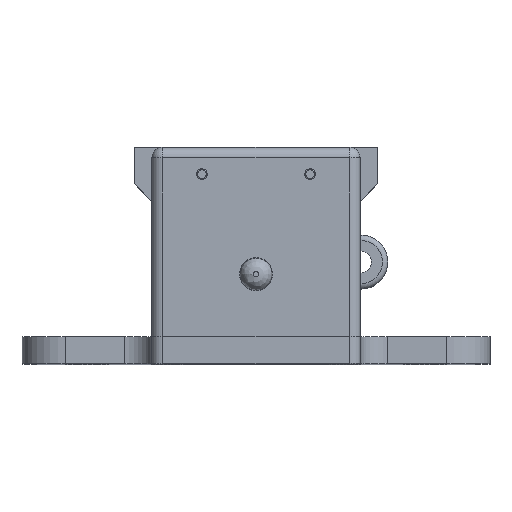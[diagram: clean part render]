
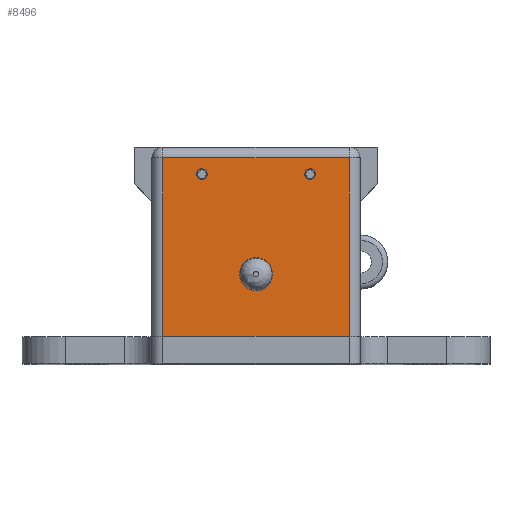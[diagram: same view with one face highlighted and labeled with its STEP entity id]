
A CAD part, top view. The second image highlights one B-rep face of the part: STEP entity #8496.
In plain terms, the highlighted planar face has unit normal (0, 0, 1).
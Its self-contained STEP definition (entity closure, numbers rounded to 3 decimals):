
#527=FACE_BOUND('',#1536,.T.);
#528=FACE_BOUND('',#1537,.T.);
#529=FACE_BOUND('',#1538,.T.);
#805=PLANE('',#9390);
#1056=FACE_OUTER_BOUND('',#1535,.T.);
#1535=EDGE_LOOP('',(#6364,#6365,#6366,#6367));
#1536=EDGE_LOOP('',(#6368));
#1537=EDGE_LOOP('',(#6369));
#1538=EDGE_LOOP('',(#6370));
#2092=LINE('',#13715,#2594);
#2095=LINE('',#13733,#2597);
#2098=LINE('',#13737,#2600);
#2101=LINE('',#13745,#2603);
#2594=VECTOR('',#10920,10.);
#2597=VECTOR('',#10939,10.);
#2600=VECTOR('',#10944,10.);
#2603=VECTOR('',#10953,10.);
#3127=CIRCLE('',#9391,6.1);
#3128=CIRCLE('',#9392,2.);
#3129=CIRCLE('',#9393,2.);
#3792=VERTEX_POINT('',#13704);
#3795=VERTEX_POINT('',#13711);
#3801=VERTEX_POINT('',#13726);
#3803=VERTEX_POINT('',#13731);
#3806=VERTEX_POINT('',#13746);
#3807=VERTEX_POINT('',#13748);
#3808=VERTEX_POINT('',#13750);
#4787=EDGE_CURVE('',#3792,#3795,#2092,.T.);
#4795=EDGE_CURVE('',#3803,#3801,#2095,.T.);
#4798=EDGE_CURVE('',#3801,#3792,#2098,.T.);
#4802=EDGE_CURVE('',#3803,#3795,#2101,.T.);
#4803=EDGE_CURVE('',#3806,#3806,#3127,.T.);
#4804=EDGE_CURVE('',#3807,#3807,#3128,.T.);
#4805=EDGE_CURVE('',#3808,#3808,#3129,.T.);
#6364=ORIENTED_EDGE('',*,*,#4787,.F.);
#6365=ORIENTED_EDGE('',*,*,#4798,.F.);
#6366=ORIENTED_EDGE('',*,*,#4795,.F.);
#6367=ORIENTED_EDGE('',*,*,#4802,.T.);
#6368=ORIENTED_EDGE('',*,*,#4803,.T.);
#6369=ORIENTED_EDGE('',*,*,#4804,.T.);
#6370=ORIENTED_EDGE('',*,*,#4805,.T.);
#8496=ADVANCED_FACE('',(#1056,#527,#528,#529),#805,.T.);
#9390=AXIS2_PLACEMENT_3D('',#13744,#10951,#10952);
#9391=AXIS2_PLACEMENT_3D('',#13747,#10954,#10955);
#9392=AXIS2_PLACEMENT_3D('',#13749,#10956,#10957);
#9393=AXIS2_PLACEMENT_3D('',#13751,#10958,#10959);
#10920=DIRECTION('',(0.,-1.,0.));
#10939=DIRECTION('',(0.,1.,0.));
#10944=DIRECTION('',(1.,0.,0.));
#10951=DIRECTION('center_axis',(0.,0.,1.));
#10952=DIRECTION('ref_axis',(1.,0.,0.));
#10953=DIRECTION('',(1.,0.,0.));
#10954=DIRECTION('center_axis',(0.,0.,-1.));
#10955=DIRECTION('ref_axis',(1.,0.,0.));
#10956=DIRECTION('center_axis',(0.,0.,-1.));
#10957=DIRECTION('ref_axis',(-1.,0.,0.));
#10958=DIRECTION('center_axis',(0.,0.,-1.));
#10959=DIRECTION('ref_axis',(-1.,0.,0.));
#13704=CARTESIAN_POINT('',(34.5,76.,150.));
#13711=CARTESIAN_POINT('',(34.5,10.,150.));
#13715=CARTESIAN_POINT('',(34.5,10.,150.));
#13726=CARTESIAN_POINT('',(-34.5,76.,150.));
#13731=CARTESIAN_POINT('',(-34.5,10.,150.));
#13733=CARTESIAN_POINT('',(-34.5,10.,150.));
#13737=CARTESIAN_POINT('',(-19.25,76.,150.));
#13744=CARTESIAN_POINT('Origin',(-38.5,10.,150.));
#13745=CARTESIAN_POINT('',(-38.5,10.,150.));
#13746=CARTESIAN_POINT('',(-6.1,33.,150.));
#13747=CARTESIAN_POINT('Origin',(0.,33.,150.));
#13748=CARTESIAN_POINT('',(22.,70.,150.));
#13749=CARTESIAN_POINT('Origin',(20.,70.,150.));
#13750=CARTESIAN_POINT('',(-18.,70.,150.));
#13751=CARTESIAN_POINT('Origin',(-20.,70.,150.));
